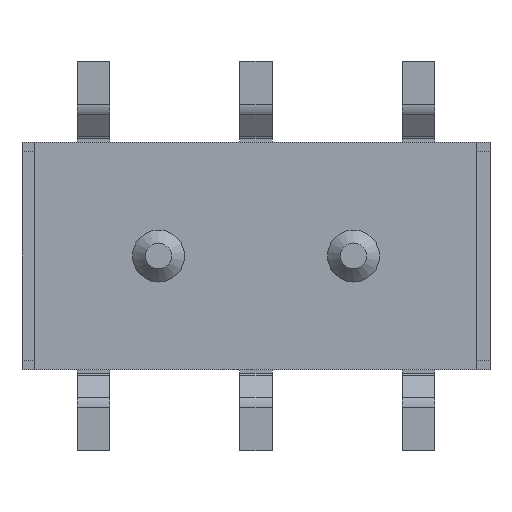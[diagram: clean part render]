
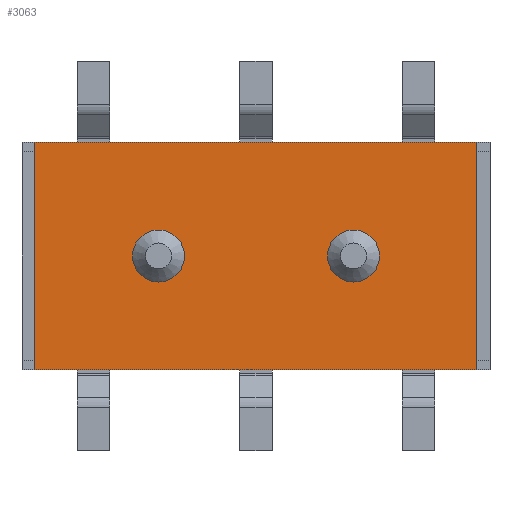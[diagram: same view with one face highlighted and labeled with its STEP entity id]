
A CAD part, front view. The second image highlights one B-rep face of the part: STEP entity #3063.
In plain terms, the highlighted planar face has unit normal (0, -1, 0).
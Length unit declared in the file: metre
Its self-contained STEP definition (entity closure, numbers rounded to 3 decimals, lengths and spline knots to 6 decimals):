
#108=CIRCLE('',#4325,0.0004);
#109=CIRCLE('',#4326,0.0004);
#678=ORIENTED_EDGE('',*,*,#1218,.T.);
#679=ORIENTED_EDGE('',*,*,#1247,.F.);
#680=ORIENTED_EDGE('',*,*,#1227,.F.);
#681=ORIENTED_EDGE('',*,*,#1250,.T.);
#682=ORIENTED_EDGE('',*,*,#1251,.F.);
#683=ORIENTED_EDGE('',*,*,#1252,.F.);
#1218=EDGE_CURVE('',#1545,#1557,#1860,.T.);
#1227=EDGE_CURVE('',#1565,#1566,#1869,.T.);
#1247=EDGE_CURVE('',#1566,#1557,#1889,.T.);
#1250=EDGE_CURVE('',#1565,#1545,#1892,.T.);
#1251=EDGE_CURVE('',#1572,#1572,#108,.T.);
#1252=EDGE_CURVE('',#1573,#1573,#109,.T.);
#1545=VERTEX_POINT('',#5739);
#1557=VERTEX_POINT('',#5763);
#1565=VERTEX_POINT('',#5781);
#1566=VERTEX_POINT('',#5783);
#1572=VERTEX_POINT('',#5825);
#1573=VERTEX_POINT('',#5827);
#1860=LINE('',#5764,#2212);
#1869=LINE('',#5782,#2221);
#1889=LINE('',#5819,#2241);
#1892=LINE('',#5823,#2244);
#2212=VECTOR('',#4912,1.);
#2221=VECTOR('',#4923,1.);
#2241=VECTOR('',#4965,1.);
#2244=VECTOR('',#4970,1.);
#2451=EDGE_LOOP('',(#678,#679,#680,#681));
#2452=EDGE_LOOP('',(#682));
#2453=EDGE_LOOP('',(#683));
#2615=FACE_BOUND('',#2451,.T.);
#2616=FACE_BOUND('',#2452,.T.);
#2617=FACE_BOUND('',#2453,.T.);
#2755=PLANE('',#4324);
#3063=ADVANCED_FACE('',(#2615,#2616,#2617),#2755,.F.);
#4324=AXIS2_PLACEMENT_3D('',#5822,#4968,#4969);
#4325=AXIS2_PLACEMENT_3D('',#5824,#4971,#4972);
#4326=AXIS2_PLACEMENT_3D('',#5826,#4973,#4974);
#4912=DIRECTION('',(1.,0.,0.));
#4923=DIRECTION('',(1.,0.,0.));
#4965=DIRECTION('',(0.,0.,-1.));
#4968=DIRECTION('',(0.,1.,0.));
#4969=DIRECTION('',(0.,0.,1.));
#4970=DIRECTION('',(0.,0.,-1.));
#4971=DIRECTION('',(0.,-1.,0.));
#4972=DIRECTION('',(0.,0.,1.));
#4973=DIRECTION('',(0.,-1.,0.));
#4974=DIRECTION('',(0.,0.,1.));
#5739=CARTESIAN_POINT('',(-0.0034,0.,-0.00175));
#5763=CARTESIAN_POINT('',(0.0034,0.,-0.00175));
#5764=CARTESIAN_POINT('',(0.0034,0.,-0.00175));
#5781=CARTESIAN_POINT('',(-0.0034,0.,0.00175));
#5782=CARTESIAN_POINT('',(0.0034,0.,0.00175));
#5783=CARTESIAN_POINT('',(0.0034,0.,0.00175));
#5819=CARTESIAN_POINT('',(0.0034,0.,0.00175));
#5822=CARTESIAN_POINT('',(0.0034,0.,0.00175));
#5823=CARTESIAN_POINT('',(-0.0034,0.,0.00175));
#5824=CARTESIAN_POINT('',(-0.0015,0.,0.));
#5825=CARTESIAN_POINT('',(-0.0015,0.,0.0004));
#5826=CARTESIAN_POINT('',(0.0015,0.,0.));
#5827=CARTESIAN_POINT('',(0.0015,0.,0.0004));
